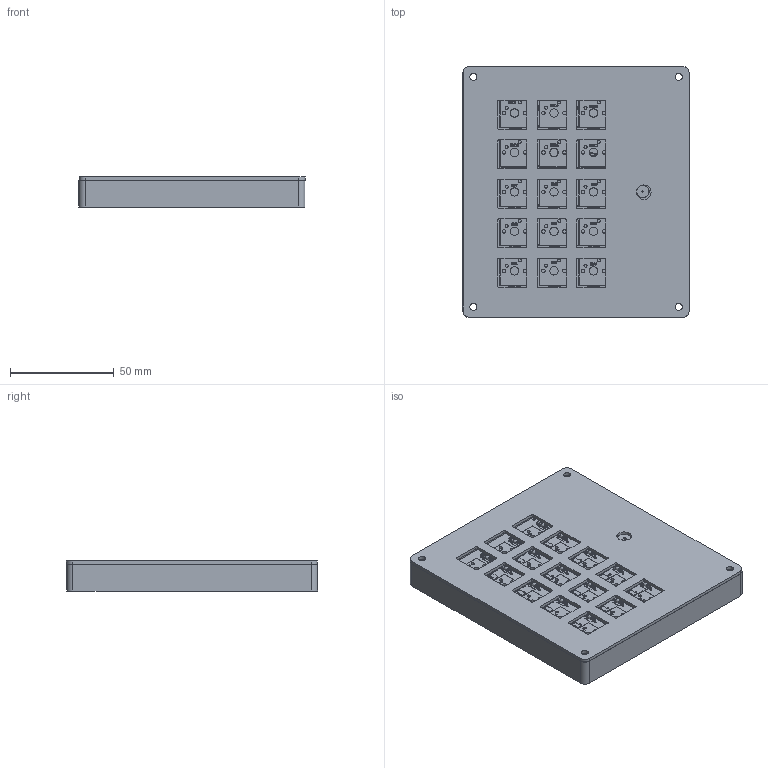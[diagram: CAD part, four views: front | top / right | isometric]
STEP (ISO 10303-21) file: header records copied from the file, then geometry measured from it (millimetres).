
FILE_DESCRIPTION(/* description */ (''),/* implementation_level */ '2;1');
FILE_NAME(/* name */ 'Helious Mini.step.step',/* time_stamp */ '2026-01-13T23:30:00-06:00',/* author */ (''),/* organization */ (''),/* preprocessor_version */ 'ST-DEVELOPER v20.1',/* originating_system */ 'Autodesk Translation Framework v14.21.0.0',/* authorisation */ '');
FILE_SCHEMA (('AUTOMOTIVE_DESIGN { 1 0 10303 214 3 1 1 }'));
Products named in the file (7): Helious Mini; Helious Mini_1; helious mini board 1; hackpad_silkscreen; hackpad_PCB; D_DO-35_SOD27_P7.62mm_Horizontal; Helious Mini Top
Assembly tree (21 placements, depth 4):
  Helious Mini
    Helious Mini_1
      helious mini board 1
        D_DO-35_SOD27_P7.62mm_Horizontal  x16
        hackpad_silkscreen
        hackpad_PCB
      Helious Mini Top
Bounding box: 109.13 x 121.12 x 14.5 mm (x, y, z)
Volume: 108306.3 mm3; surface area: 78685.6 mm2
Topology: 35 solids, 301 shells, 1226 faces, 7657 edges, 6837 vertices
Faces by surface type: plane 629, cylinder 293, bspline 240, torus 64
Full cylindrical faces by diameter (mm): 0.5 x48, 0.8 x32, 1 x5, 1.5 x30, 1.7 x30, 2 x32, 2.02 x16, 3.4 x8, 4 x15, 6 x4, 7 x1
Entity records: 72812 total; most frequent: CARTESIAN_POINT 18898, DIRECTION 9932, ORIENTED_EDGE 9245, EDGE_CURVE 7237, VERTEX_POINT 6567, LINE 5130, VECTOR 5130, AXIS2_PLACEMENT_3D 2401
